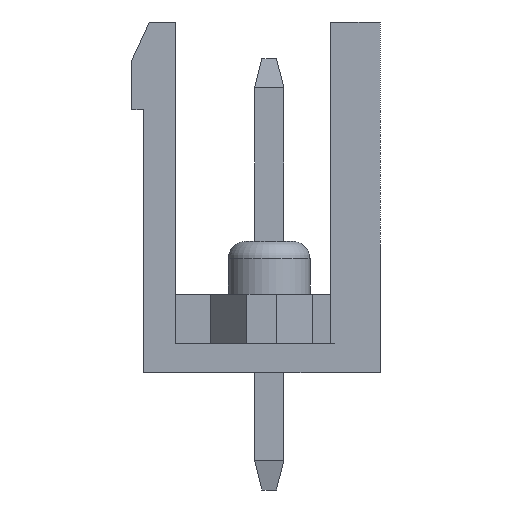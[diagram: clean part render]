
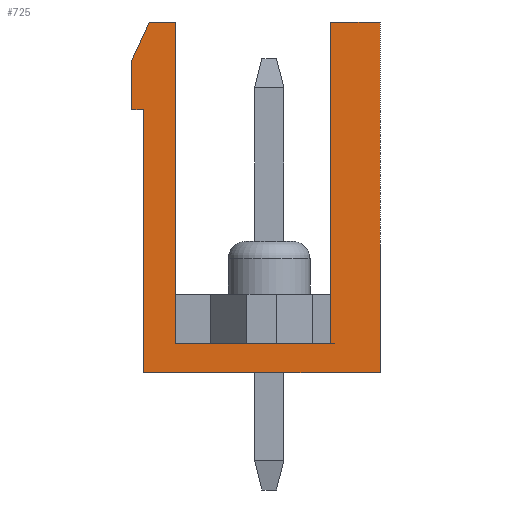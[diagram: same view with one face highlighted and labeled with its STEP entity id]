
A CAD part, left-side view. The second image highlights one B-rep face of the part: STEP entity #725.
In plain terms, the highlighted planar face has unit normal (-1, 0, 0).
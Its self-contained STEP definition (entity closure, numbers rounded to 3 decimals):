
#725 = ADVANCED_FACE( '', ( #1731 ), #1732, .T. );
#1731 = FACE_OUTER_BOUND( '', #3095, .T. );
#1732 = PLANE( '', #3096 );
#3095 = EDGE_LOOP( '', ( #4955, #4956, #4957, #4958, #4959, #4960, #4961, #4962, #4963, #4964, #4965 ) );
#3096 = AXIS2_PLACEMENT_3D( '', #4966, #4967, #4968 );
#4955 = ORIENTED_EDGE( '', *, *, #8688, .T. );
#4956 = ORIENTED_EDGE( '', *, *, #8908, .T. );
#4957 = ORIENTED_EDGE( '', *, *, #8909, .T. );
#4958 = ORIENTED_EDGE( '', *, *, #8910, .T. );
#4959 = ORIENTED_EDGE( '', *, *, #8911, .F. );
#4960 = ORIENTED_EDGE( '', *, *, #8912, .T. );
#4961 = ORIENTED_EDGE( '', *, *, #8913, .T. );
#4962 = ORIENTED_EDGE( '', *, *, #8809, .T. );
#4963 = ORIENTED_EDGE( '', *, *, #8914, .T. );
#4964 = ORIENTED_EDGE( '', *, *, #8915, .F. );
#4965 = ORIENTED_EDGE( '', *, *, #8916, .F. );
#4966 = CARTESIAN_POINT( '', ( -30., 0., 0. ) );
#4967 = DIRECTION( '', ( -1., 0., 0. ) );
#4968 = DIRECTION( '', ( 0., 0., 1. ) );
#8688 = EDGE_CURVE( '', #10550, #10548, #10551, .T. );
#8809 = EDGE_CURVE( '', #10770, #10768, #10771, .T. );
#8908 = EDGE_CURVE( '', #10548, #10939, #10940, .T. );
#8909 = EDGE_CURVE( '', #10939, #10941, #10942, .F. );
#8910 = EDGE_CURVE( '', #10941, #10943, #10944, .T. );
#8911 = EDGE_CURVE( '', #10945, #10943, #10946, .T. );
#8912 = EDGE_CURVE( '', #10945, #10947, #10948, .T. );
#8913 = EDGE_CURVE( '', #10947, #10770, #10949, .T. );
#8914 = EDGE_CURVE( '', #10768, #10950, #10951, .T. );
#8915 = EDGE_CURVE( '', #10952, #10950, #10953, .T. );
#8916 = EDGE_CURVE( '', #10550, #10952, #10954, .T. );
#10548 = VERTEX_POINT( '', #13220 );
#10550 = VERTEX_POINT( '', #13223 );
#10551 = LINE( '', #13224, #13225 );
#10768 = VERTEX_POINT( '', #13550 );
#10770 = VERTEX_POINT( '', #13553 );
#10771 = LINE( '', #13554, #13555 );
#10939 = VERTEX_POINT( '', #13806 );
#10940 = LINE( '', #13807, #13808 );
#10941 = VERTEX_POINT( '', #13809 );
#10942 = LINE( '', #13810, #13811 );
#10943 = VERTEX_POINT( '', #13812 );
#10944 = LINE( '', #13813, #13814 );
#10945 = VERTEX_POINT( '', #13815 );
#10946 = LINE( '', #13816, #13817 );
#10947 = VERTEX_POINT( '', #13818 );
#10948 = LINE( '', #13819, #13820 );
#10949 = LINE( '', #13821, #13822 );
#10950 = VERTEX_POINT( '', #13823 );
#10951 = LINE( '', #13824, #13825 );
#10952 = VERTEX_POINT( '', #13826 );
#10953 = LINE( '', #13827, #13828 );
#10954 = LINE( '', #13829, #13830 );
#13220 = CARTESIAN_POINT( '', ( -30., 2.75, 6. ) );
#13223 = CARTESIAN_POINT( '', ( -30., 2.75, -5. ) );
#13224 = CARTESIAN_POINT( '', ( -30., 2.75, -5. ) );
#13225 = VECTOR( '', #16404, 1000. );
#13550 = CARTESIAN_POINT( '', ( -30., -4.25, 6. ) );
#13553 = CARTESIAN_POINT( '', ( -30., -4.25, -6. ) );
#13554 = CARTESIAN_POINT( '', ( -30., -4.25, -6. ) );
#13555 = VECTOR( '', #16526, 1000. );
#13806 = CARTESIAN_POINT( '', ( -30., 3.65, 6. ) );
#13807 = CARTESIAN_POINT( '', ( -30., -4.25, 6. ) );
#13808 = VECTOR( '', #16616, 1000. );
#13809 = CARTESIAN_POINT( '', ( -30., 4.25, 4.7 ) );
#13810 = CARTESIAN_POINT( '', ( -30., 5.292, 2.442 ) );
#13811 = VECTOR( '', #16617, 1000. );
#13812 = CARTESIAN_POINT( '', ( -30., 4.25, 3. ) );
#13813 = CARTESIAN_POINT( '', ( -30., 4.25, 6. ) );
#13814 = VECTOR( '', #16618, 1000. );
#13815 = CARTESIAN_POINT( '', ( -30., 3.85, 3. ) );
#13816 = CARTESIAN_POINT( '', ( -30., 3.85, 3. ) );
#13817 = VECTOR( '', #16619, 1000. );
#13818 = CARTESIAN_POINT( '', ( -30., 3.85, -6. ) );
#13819 = CARTESIAN_POINT( '', ( -30., 3.85, 3. ) );
#13820 = VECTOR( '', #16620, 1000. );
#13821 = CARTESIAN_POINT( '', ( -30., 4.25, -6. ) );
#13822 = VECTOR( '', #16621, 1000. );
#13823 = CARTESIAN_POINT( '', ( -30., -2.55, 6. ) );
#13824 = CARTESIAN_POINT( '', ( -30., -4.25, 6. ) );
#13825 = VECTOR( '', #16622, 1000. );
#13826 = CARTESIAN_POINT( '', ( -30., -2.55, -5. ) );
#13827 = CARTESIAN_POINT( '', ( -30., -2.55, -5. ) );
#13828 = VECTOR( '', #16623, 1000. );
#13829 = CARTESIAN_POINT( '', ( -30., 2.75, -5. ) );
#13830 = VECTOR( '', #16624, 1000. );
#16404 = DIRECTION( '', ( 0., 0., 1. ) );
#16526 = DIRECTION( '', ( 0., 0., 1. ) );
#16616 = DIRECTION( '', ( 0., 1., 0. ) );
#16617 = DIRECTION( '', ( 0., -0.419, 0.908 ) );
#16618 = DIRECTION( '', ( 0., 0., -1. ) );
#16619 = DIRECTION( '', ( 0., 1., 0. ) );
#16620 = DIRECTION( '', ( 0., 0., -1. ) );
#16621 = DIRECTION( '', ( 0., -1., 0. ) );
#16622 = DIRECTION( '', ( 0., 1., 0. ) );
#16623 = DIRECTION( '', ( 0., 0., 1. ) );
#16624 = DIRECTION( '', ( 0., -1., 0. ) );
